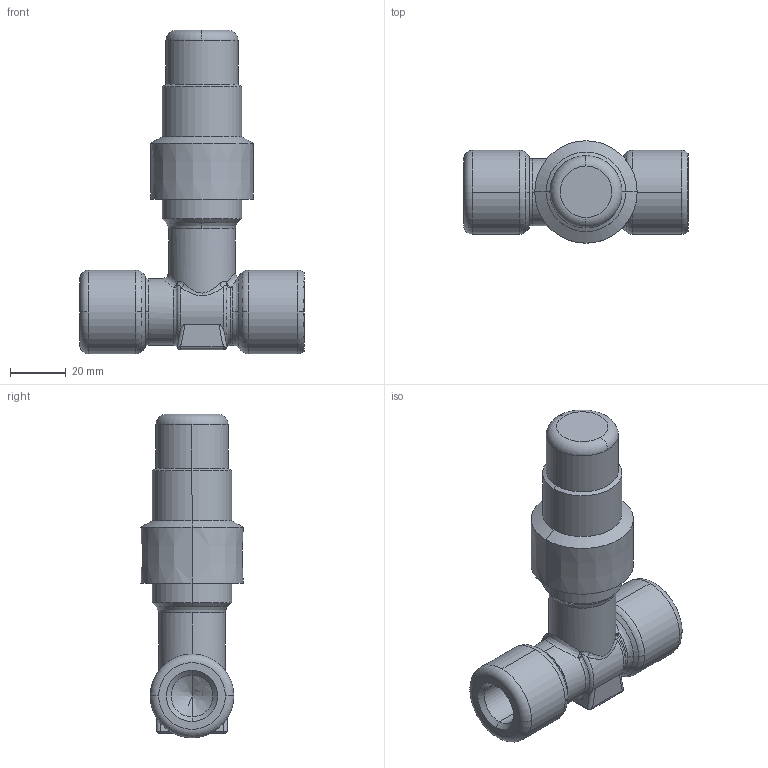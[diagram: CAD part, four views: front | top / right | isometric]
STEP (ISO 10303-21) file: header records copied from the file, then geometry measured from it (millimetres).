
FILE_DESCRIPTION(/* description */ (''),/* implementation_level */ '2;1');
FILE_NAME(/* name */ 'H958C.stp',/* time_stamp */ '2018-12-31T09:51:06-06:00',/* author */ ('kruffolo'),/* organization */ (''),/* preprocessor_version */ 'ST-DEVELOPER v15.5',/* originating_system */ 'AutoCAD Mechanical',/* authorisation */ '');
FILE_SCHEMA (('AUTOMOTIVE_DESIGN { 1 0 10303 214 3 1 1 }'));
Length unit declared in the file: inch
Products named in the file (2): H958C; Product
Bounding box: 80.26 x 36.63 x 115.83 mm (x, y, z)
Volume: 102084.7 mm3; surface area: 19575.2 mm2
Topology: 1 solids, 1 shells, 113 faces, 277 edges, 163 vertices
Faces by surface type: bspline 48, cylinder 25, torus 16, cone 12, plane 12
Entity records: 5264 total; most frequent: CARTESIAN_POINT 2722, ORIENTED_EDGE 546, DIRECTION 518, EDGE_CURVE 273, AXIS2_PLACEMENT_3D 230, VERTEX_POINT 162, CIRCLE 154, EDGE_LOOP 117
